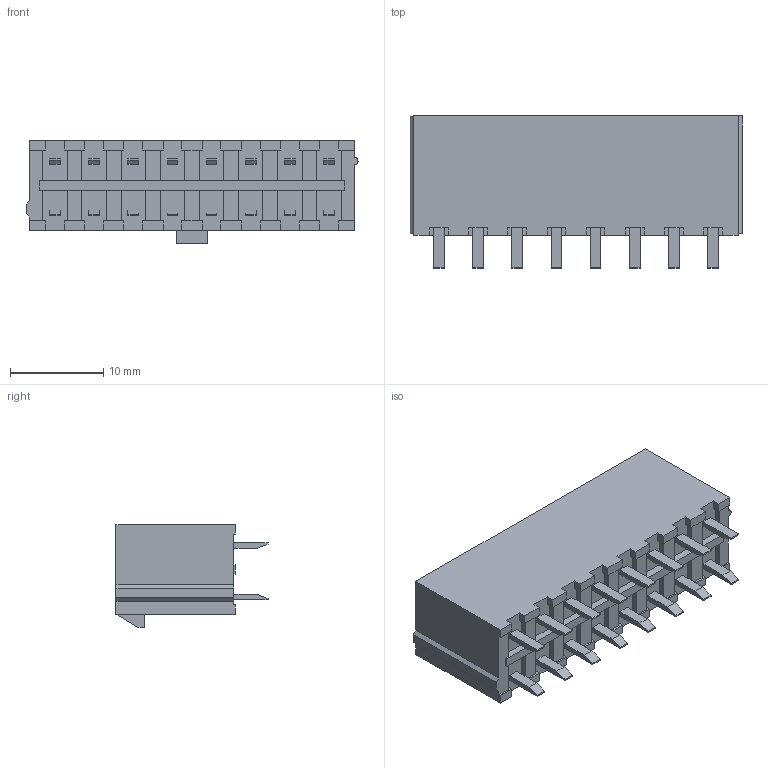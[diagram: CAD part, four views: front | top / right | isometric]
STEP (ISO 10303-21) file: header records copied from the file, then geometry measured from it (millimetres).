
FILE_DESCRIPTION((''),'2;1');
FILE_NAME('1724470216','2015-05-22T',('me'),(''),'PRO/ENGINEER BY PARAMETRIC TECHNOLOGY CORPORATION, 2011490','PRO/ENGINEER BY PARAMETRIC TECHNOLOGY CORPORATION, 2011490','');
FILE_SCHEMA(('CONFIG_CONTROL_DESIGN'));
Length unit declared in the file: millimetre
Products named in the file (1): 1724470216
Bounding box: 35.6 x 16.3 x 11 mm (x, y, z)
Volume: 2471.5 mm3; surface area: 4583.1 mm2
Topology: 1 solids, 1 shells, 441 faces, 1203 edges, 812 vertices
Faces by surface type: plane 440, cylinder 1
Entity records: 13678 total; most frequent: CARTESIAN_POINT 2425, ORIENTED_EDGE 2342, DIRECTION 2121, EDGE_CURVE 1171, VECTOR 1169, LINE 1169, VERTEX_POINT 780, EDGE_LOOP 489
